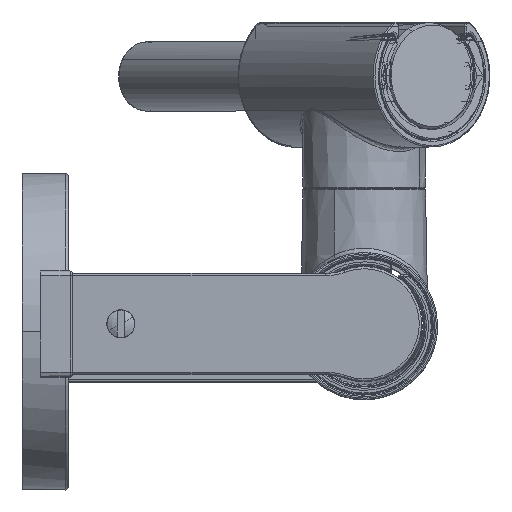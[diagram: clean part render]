
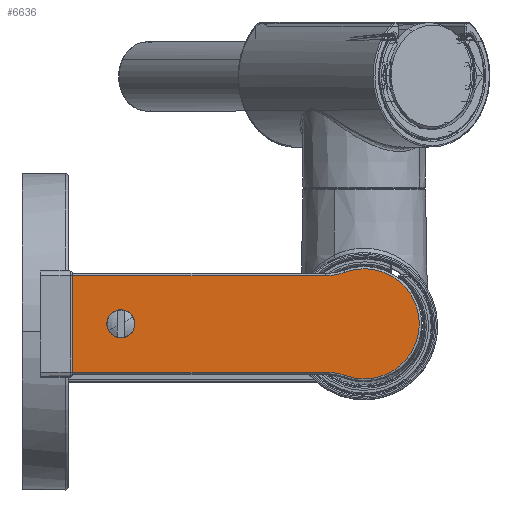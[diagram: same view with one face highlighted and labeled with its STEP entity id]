
A CAD part, top view. The second image highlights one B-rep face of the part: STEP entity #6636.
In plain terms, the highlighted face is planar.
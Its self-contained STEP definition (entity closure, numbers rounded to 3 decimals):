
#6462=CARTESIAN_POINT('Line Origine',(-63.5,0.,0.)) ;
#6466=CARTESIAN_POINT('Vertex',(-63.5,-10.5,0.)) ;
#6468=CARTESIAN_POINT('Vertex',(-63.5,10.5,0.)) ;
#6501=CARTESIAN_POINT('Vertex',(-8.441,10.5,0.)) ;
#6504=CARTESIAN_POINT('Line Origine',(-25.5,10.5,0.)) ;
#6525=CARTESIAN_POINT('Vertex',(-4.134,11.265,0.)) ;
#6528=CARTESIAN_POINT('Axis2P3D Location',(-8.441,23.,0.)) ;
#6549=CARTESIAN_POINT('Vertex',(-4.134,-11.265,0.)) ;
#6552=CARTESIAN_POINT('Axis2P3D Location',(0.,0.,0.)) ;
#6573=CARTESIAN_POINT('Vertex',(-8.441,-10.5,0.)) ;
#6576=CARTESIAN_POINT('Axis2P3D Location',(-8.441,-23.,0.)) ;
#6593=CARTESIAN_POINT('Line Origine',(-25.5,-10.5,0.)) ;
#6605=CARTESIAN_POINT('Axis2P3D Location',(0.,0.,0.)) ;
#6618=CARTESIAN_POINT('Axis2P3D Location',(-53.,0.,0.)) ;
#6622=CARTESIAN_POINT('Vertex',(-55.677,1.462,0.)) ;
#6624=CARTESIAN_POINT('Vertex',(-50.323,-1.462,0.)) ;
#6627=CARTESIAN_POINT('Axis2P3D Location',(-53.,0.,0.)) ;
#6464=VECTOR('Line Direction',#6463,1.) ;
#6506=VECTOR('Line Direction',#6505,1.) ;
#6595=VECTOR('Line Direction',#6594,1.) ;
#6463=DIRECTION('Vector Direction',(0.,-1.,0.)) ;
#6505=DIRECTION('Vector Direction',(-1.,0.,0.)) ;
#6529=DIRECTION('Axis2P3D Direction',(0.,0.,-1.)) ;
#6553=DIRECTION('Axis2P3D Direction',(-0.,0.,-1.)) ;
#6577=DIRECTION('Axis2P3D Direction',(0.,0.,-1.)) ;
#6594=DIRECTION('Vector Direction',(-1.,0.,0.)) ;
#6606=DIRECTION('Axis2P3D Direction',(0.,0.,-1.)) ;
#6607=DIRECTION('Axis2P3D XDirection',(1.,0.,0.)) ;
#6619=DIRECTION('Axis2P3D Direction',(0.,0.,-1.)) ;
#6628=DIRECTION('Axis2P3D Direction',(0.,0.,-1.)) ;
#6530=AXIS2_PLACEMENT_3D('Circle Axis2P3D',#6528,#6529,$) ;
#6554=AXIS2_PLACEMENT_3D('Circle Axis2P3D',#6552,#6553,$) ;
#6578=AXIS2_PLACEMENT_3D('Circle Axis2P3D',#6576,#6577,$) ;
#6608=AXIS2_PLACEMENT_3D('Plane Axis2P3D',#6605,#6606,#6607) ;
#6620=AXIS2_PLACEMENT_3D('Circle Axis2P3D',#6618,#6619,$) ;
#6629=AXIS2_PLACEMENT_3D('Circle Axis2P3D',#6627,#6628,$) ;
#6465=LINE('Line',#6462,#6464) ;
#6507=LINE('Line',#6504,#6506) ;
#6596=LINE('Line',#6593,#6595) ;
#6531=CIRCLE('generated circle',#6530,12.5) ;
#6555=CIRCLE('generated circle',#6554,12.) ;
#6579=CIRCLE('generated circle',#6578,12.5) ;
#6621=CIRCLE('generated circle',#6620,3.05) ;
#6630=CIRCLE('generated circle',#6629,3.05) ;
#6609=PLANE('',#6608) ;
#6635=FACE_BOUND('',#6632,.T.) ;
#6470=EDGE_CURVE('',#6467,#6469,#6465,.F.) ;
#6508=EDGE_CURVE('',#6469,#6502,#6507,.F.) ;
#6532=EDGE_CURVE('',#6502,#6526,#6531,.F.) ;
#6556=EDGE_CURVE('',#6526,#6550,#6555,.T.) ;
#6580=EDGE_CURVE('',#6550,#6574,#6579,.F.) ;
#6597=EDGE_CURVE('',#6574,#6467,#6596,.T.) ;
#6626=EDGE_CURVE('',#6623,#6625,#6621,.T.) ;
#6631=EDGE_CURVE('',#6625,#6623,#6630,.T.) ;
#6611=ORIENTED_EDGE('',*,*,#6470,.T.) ;
#6612=ORIENTED_EDGE('',*,*,#6508,.T.) ;
#6613=ORIENTED_EDGE('',*,*,#6532,.T.) ;
#6614=ORIENTED_EDGE('',*,*,#6556,.T.) ;
#6615=ORIENTED_EDGE('',*,*,#6580,.T.) ;
#6616=ORIENTED_EDGE('',*,*,#6597,.T.) ;
#6633=ORIENTED_EDGE('',*,*,#6626,.F.) ;
#6634=ORIENTED_EDGE('',*,*,#6631,.F.) ;
#6610=EDGE_LOOP('',(#6611,#6612,#6613,#6614,#6615,#6616)) ;
#6632=EDGE_LOOP('',(#6633,#6634)) ;
#6467=VERTEX_POINT('',#6466) ;
#6469=VERTEX_POINT('',#6468) ;
#6502=VERTEX_POINT('',#6501) ;
#6526=VERTEX_POINT('',#6525) ;
#6550=VERTEX_POINT('',#6549) ;
#6574=VERTEX_POINT('',#6573) ;
#6623=VERTEX_POINT('',#6622) ;
#6625=VERTEX_POINT('',#6624) ;
#6636=ADVANCED_FACE('Hauptk\X2\00F6\X0\rper',(#6617,#6635),#6609,.T.) ;
#6617=FACE_OUTER_BOUND('',#6610,.T.) ;
